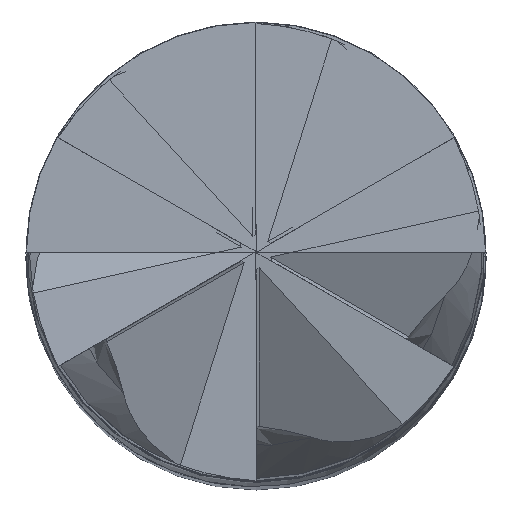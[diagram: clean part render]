
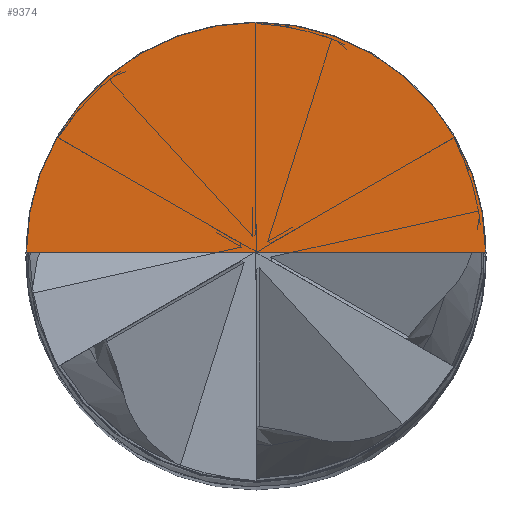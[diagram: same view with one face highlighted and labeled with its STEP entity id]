
A CAD part, top view. The second image highlights one B-rep face of the part: STEP entity #9374.
In plain terms, the highlighted planar face has unit normal (0, 0, 1).
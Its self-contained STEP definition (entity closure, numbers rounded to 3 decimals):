
#9247=DIRECTION('',(-1.,0.,0.));
#9248=VECTOR('',#9247,9.98);
#9249=CARTESIAN_POINT('',(4.99,0.,100.));
#9250=LINE('',#9249,#9248);
#9261=CARTESIAN_POINT('',(0.,0.,100.));
#9262=DIRECTION('',(0.,0.,1.));
#9263=DIRECTION('',(1.,0.,0.));
#9264=AXIS2_PLACEMENT_3D('',#9261,#9262,#9263);
#9346=CARTESIAN_POINT('',(4.99,0.,100.));
#9347=CARTESIAN_POINT('',(-4.99,0.,100.));
#9348=VERTEX_POINT('',#9346);
#9349=VERTEX_POINT('',#9347);
#9363=CARTESIAN_POINT('',(0.,0.,100.));
#9364=DIRECTION('',(0.,0.,1.));
#9365=DIRECTION('',(-0.613,0.79,0.));
#9366=AXIS2_PLACEMENT_3D('',#9363,#9364,#9365);
#9367=PLANE('',#9366);
#9369=ORIENTED_EDGE('',*,*,#9368,.T.);
#9371=ORIENTED_EDGE('',*,*,#9370,.F.);
#9372=EDGE_LOOP('',(#9369,#9371));
#9373=FACE_OUTER_BOUND('',#9372,.F.);
#9265=CIRCLE('',#9264,4.99);
#9368=EDGE_CURVE('',#9348,#9349,#9250,.T.);
#9370=EDGE_CURVE('',#9348,#9349,#9265,.T.);
#9374=ADVANCED_FACE('',(#9373),#9367,.T.);
